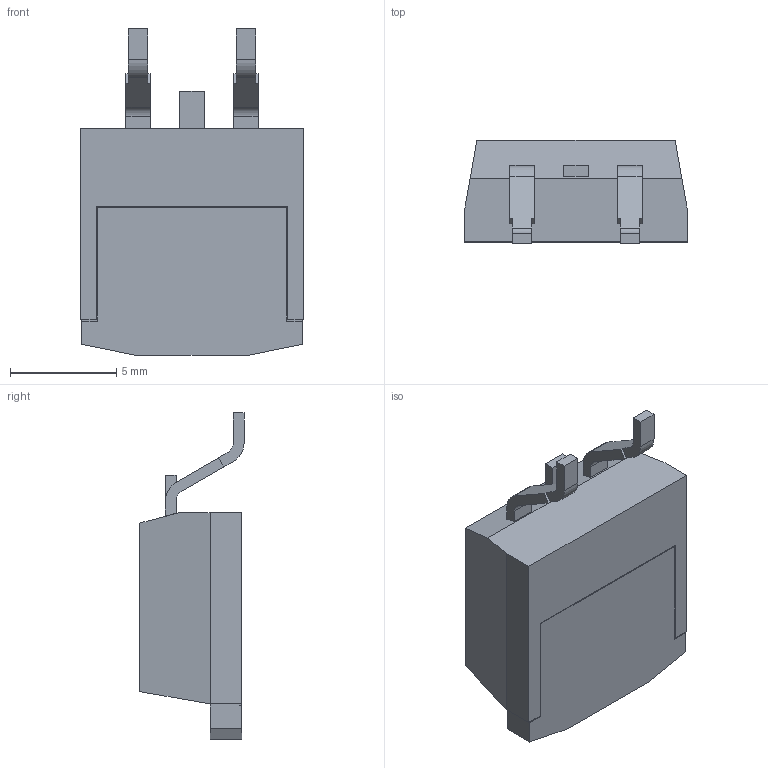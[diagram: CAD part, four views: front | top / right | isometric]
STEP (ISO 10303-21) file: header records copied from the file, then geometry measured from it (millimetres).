
FILE_DESCRIPTION (( 'STEP AP214' ), '1' );
FILE_NAME ('D2Pak (TO-263AB).step', '2011-06-02T07:47:19', ( 'vpeshkov' ), ( 'licard' ), 'SwSTEP 2.0', 'SolidWorks 2009', '' );
FILE_SCHEMA (( 'AUTOMOTIVE_DESIGN' ));
Length unit declared in the file: millimetre
Products named in the file (1): D2Pak (TO-263AB)
Bounding box: 10.5 x 4.9 x 15.35 mm (x, y, z)
Volume: 454.4 mm3; surface area: 436.8 mm2
Topology: 1 solids, 1 shells, 66 faces, 179 edges, 118 vertices
Faces by surface type: plane 58, cylinder 8
Entity records: 2686 total; most frequent: CARTESIAN_POINT 364, ORIENTED_EDGE 358, DIRECTION 329, EDGE_CURVE 179, VECTOR 163, LINE 163, VERTEX_POINT 118, AXIS2_PLACEMENT_3D 83
